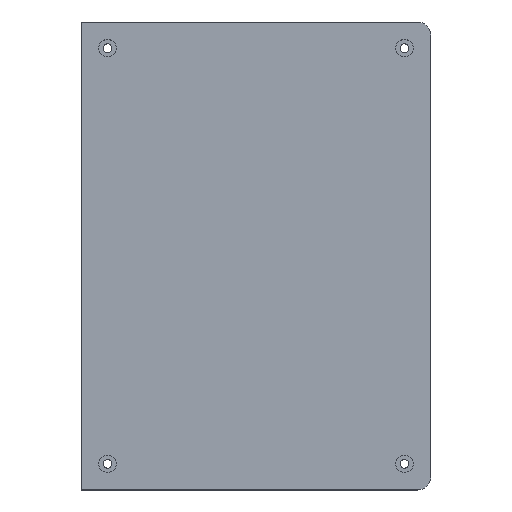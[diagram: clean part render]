
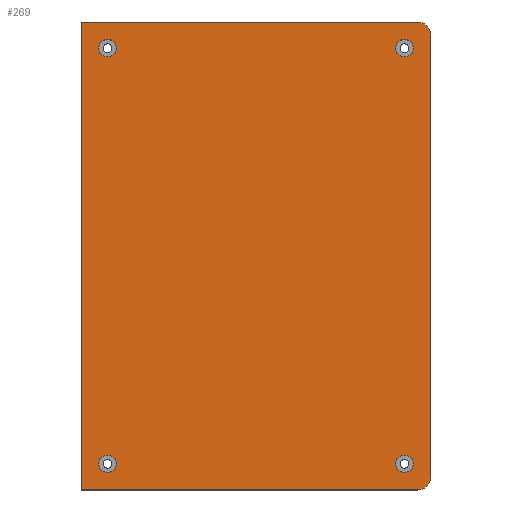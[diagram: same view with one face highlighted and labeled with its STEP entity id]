
A CAD part, top view. The second image highlights one B-rep face of the part: STEP entity #269.
In plain terms, the highlighted planar face has unit normal (0, 0, 1).
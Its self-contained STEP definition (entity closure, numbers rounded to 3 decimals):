
#11 = CARTESIAN_POINT ( 'NONE',  ( 40.45, 61.105, 14. ) ) ;
#22 = DIRECTION ( 'NONE',  ( 0., 0., 1. ) ) ;
#56 = CIRCLE ( 'NONE', #2625, 2. ) ;
#70 = ORIENTED_EDGE ( 'NONE', *, *, #680, .F. ) ;
#85 = DIRECTION ( 'NONE',  ( 0., 0., 1. ) ) ;
#110 = CIRCLE ( 'NONE', #2263, 2. ) ;
#158 = EDGE_LOOP ( 'NONE', ( #2455, #2893 ) ) ;
#179 = CIRCLE ( 'NONE', #3301, 2. ) ;
#186 = CARTESIAN_POINT ( 'NONE',  ( 112.45, 55.105, 14. ) ) ;
#187 = DIRECTION ( 'NONE',  ( 0., 0., 1. ) ) ;
#215 = EDGE_CURVE ( 'NONE', #1051, #333, #2211, .T. ) ;
#269 = ADVANCED_FACE ( 'NONE', ( #521, #3319, #1631, #1087, #2478 ), #3091, .T. ) ;
#322 = CARTESIAN_POINT ( 'NONE',  ( 44.45, -40.045, 14. ) ) ;
#326 = DIRECTION ( 'NONE',  ( 1., 0., 0. ) ) ;
#333 = VERTEX_POINT ( 'NONE', #1608 ) ;
#356 = CIRCLE ( 'NONE', #1626, 3. ) ;
#366 = CARTESIAN_POINT ( 'NONE',  ( 46.45, 55.105, 14. ) ) ;
#393 = ORIENTED_EDGE ( 'NONE', *, *, #839, .F. ) ;
#415 = AXIS2_PLACEMENT_3D ( 'NONE', #1066, #2438, #3638 ) ;
#426 = VERTEX_POINT ( 'NONE', #536 ) ;
#460 = DIRECTION ( 'NONE',  ( 1., 0., 0. ) ) ;
#465 = EDGE_CURVE ( 'NONE', #1148, #761, #356, .T. ) ;
#497 = LINE ( 'NONE', #2470, #2083 ) ;
#517 = CARTESIAN_POINT ( 'NONE',  ( 46.45, -40.045, 14. ) ) ;
#518 = EDGE_CURVE ( 'NONE', #3255, #3380, #2149, .T. ) ;
#521 = FACE_BOUND ( 'NONE', #3260, .T. ) ;
#536 = CARTESIAN_POINT ( 'NONE',  ( 112.45, -40.045, 14. ) ) ;
#548 = CIRCLE ( 'NONE', #1394, 2. ) ;
#558 = CARTESIAN_POINT ( 'NONE',  ( 117.45, 58.105, 14. ) ) ;
#639 = ORIENTED_EDGE ( 'NONE', *, *, #215, .F. ) ;
#680 = EDGE_CURVE ( 'NONE', #1112, #1138, #56, .T. ) ;
#724 = VERTEX_POINT ( 'NONE', #3050 ) ;
#761 = VERTEX_POINT ( 'NONE', #3159 ) ;
#815 = EDGE_CURVE ( 'NONE', #1053, #426, #548, .T. ) ;
#839 = EDGE_CURVE ( 'NONE', #333, #1051, #2275, .T. ) ;
#951 = DIRECTION ( 'NONE',  ( 0., 0., 1. ) ) ;
#996 = DIRECTION ( 'NONE',  ( 1., 0., 0. ) ) ;
#1001 = DIRECTION ( 'NONE',  ( 0., 0., 1. ) ) ;
#1038 = CARTESIAN_POINT ( 'NONE',  ( 120.45, 58.105, 14. ) ) ;
#1051 = VERTEX_POINT ( 'NONE', #322 ) ;
#1053 = VERTEX_POINT ( 'NONE', #1584 ) ;
#1066 = CARTESIAN_POINT ( 'NONE',  ( 33.45, 60.105, 14. ) ) ;
#1087 = FACE_BOUND ( 'NONE', #158, .T. ) ;
#1091 = EDGE_LOOP ( 'NONE', ( #3271, #1127 ) ) ;
#1112 = VERTEX_POINT ( 'NONE', #2428 ) ;
#1127 = ORIENTED_EDGE ( 'NONE', *, *, #2996, .F. ) ;
#1138 = VERTEX_POINT ( 'NONE', #186 ) ;
#1148 = VERTEX_POINT ( 'NONE', #1038 ) ;
#1238 = DIRECTION ( 'NONE',  ( 1., 0., 0. ) ) ;
#1250 = VECTOR ( 'NONE', #2003, 1000. ) ;
#1314 = EDGE_LOOP ( 'NONE', ( #3580, #3626, #1811, #2782, #3131, #2496 ) ) ;
#1389 = CARTESIAN_POINT ( 'NONE',  ( 46.45, 55.105, 14. ) ) ;
#1394 = AXIS2_PLACEMENT_3D ( 'NONE', #1408, #22, #2266 ) ;
#1408 = CARTESIAN_POINT ( 'NONE',  ( 114.45, -40.045, 14. ) ) ;
#1451 = CARTESIAN_POINT ( 'NONE',  ( 120.45, -43.045, 14. ) ) ;
#1457 = CARTESIAN_POINT ( 'NONE',  ( 114.45, 55.105, 14. ) ) ;
#1505 = CIRCLE ( 'NONE', #1745, 2. ) ;
#1510 = AXIS2_PLACEMENT_3D ( 'NONE', #3019, #2166, #460 ) ;
#1530 = EDGE_CURVE ( 'NONE', #3038, #1952, #2762, .T. ) ;
#1563 = CARTESIAN_POINT ( 'NONE',  ( 114.45, -40.045, 14. ) ) ;
#1584 = CARTESIAN_POINT ( 'NONE',  ( 116.45, -40.045, 14. ) ) ;
#1598 = CARTESIAN_POINT ( 'NONE',  ( 48.45, 55.105, 14. ) ) ;
#1605 = CARTESIAN_POINT ( 'NONE',  ( 114.45, 55.105, 14. ) ) ;
#1608 = CARTESIAN_POINT ( 'NONE',  ( 48.45, -40.045, 14. ) ) ;
#1617 = EDGE_CURVE ( 'NONE', #3276, #724, #1686, .T. ) ;
#1626 = AXIS2_PLACEMENT_3D ( 'NONE', #558, #1707, #2827 ) ;
#1631 = FACE_BOUND ( 'NONE', #1883, .T. ) ;
#1665 = DIRECTION ( 'NONE',  ( 1., 0., 0. ) ) ;
#1686 = LINE ( 'NONE', #11, #3073 ) ;
#1707 = DIRECTION ( 'NONE',  ( 0., 0., 1. ) ) ;
#1745 = AXIS2_PLACEMENT_3D ( 'NONE', #1457, #3494, #1751 ) ;
#1751 = DIRECTION ( 'NONE',  ( 1., 0., 0. ) ) ;
#1811 = ORIENTED_EDGE ( 'NONE', *, *, #3585, .T. ) ;
#1883 = EDGE_LOOP ( 'NONE', ( #393, #639 ) ) ;
#1952 = VERTEX_POINT ( 'NONE', #3144 ) ;
#2003 = DIRECTION ( 'NONE',  ( 0., 1., 0. ) ) ;
#2083 = VECTOR ( 'NONE', #996, 1000. ) ;
#2116 = ORIENTED_EDGE ( 'NONE', *, *, #3202, .F. ) ;
#2149 = CIRCLE ( 'NONE', #3118, 2. ) ;
#2158 = DIRECTION ( 'NONE',  ( 1., 0., 0. ) ) ;
#2166 = DIRECTION ( 'NONE',  ( 0., 0., 1. ) ) ;
#2192 = CARTESIAN_POINT ( 'NONE',  ( 117.45, 61.105, 14. ) ) ;
#2211 = CIRCLE ( 'NONE', #2686, 2. ) ;
#2230 = CARTESIAN_POINT ( 'NONE',  ( 117.45, -46.045, 14. ) ) ;
#2263 = AXIS2_PLACEMENT_3D ( 'NONE', #1563, #187, #3308 ) ;
#2266 = DIRECTION ( 'NONE',  ( 1., 0., 0. ) ) ;
#2275 = CIRCLE ( 'NONE', #2825, 2. ) ;
#2394 = LINE ( 'NONE', #2192, #3714 ) ;
#2428 = CARTESIAN_POINT ( 'NONE',  ( 116.45, 55.105, 14. ) ) ;
#2438 = DIRECTION ( 'NONE',  ( 0., 0., 1. ) ) ;
#2455 = ORIENTED_EDGE ( 'NONE', *, *, #2884, .F. ) ;
#2470 = CARTESIAN_POINT ( 'NONE',  ( 40.45, -46.045, 14. ) ) ;
#2478 = FACE_OUTER_BOUND ( 'NONE', #1314, .T. ) ;
#2496 = ORIENTED_EDGE ( 'NONE', *, *, #1617, .T. ) ;
#2534 = DIRECTION ( 'NONE',  ( 0., 0., 1. ) ) ;
#2598 = LINE ( 'NONE', #1451, #1250 ) ;
#2625 = AXIS2_PLACEMENT_3D ( 'NONE', #1605, #1001, #2158 ) ;
#2686 = AXIS2_PLACEMENT_3D ( 'NONE', #2995, #951, #3238 ) ;
#2762 = CIRCLE ( 'NONE', #1510, 3. ) ;
#2782 = ORIENTED_EDGE ( 'NONE', *, *, #465, .T. ) ;
#2825 = AXIS2_PLACEMENT_3D ( 'NONE', #517, #3122, #1665 ) ;
#2827 = DIRECTION ( 'NONE',  ( 1., 0., 0. ) ) ;
#2884 = EDGE_CURVE ( 'NONE', #3380, #3255, #179, .T. ) ;
#2893 = ORIENTED_EDGE ( 'NONE', *, *, #518, .F. ) ;
#2950 = CARTESIAN_POINT ( 'NONE',  ( 44.45, 55.105, 14. ) ) ;
#2976 = EDGE_CURVE ( 'NONE', #761, #3276, #2394, .T. ) ;
#2982 = CARTESIAN_POINT ( 'NONE',  ( 40.45, 61.105, 14. ) ) ;
#2995 = CARTESIAN_POINT ( 'NONE',  ( 46.45, -40.045, 14. ) ) ;
#2996 = EDGE_CURVE ( 'NONE', #426, #1053, #110, .T. ) ;
#3019 = CARTESIAN_POINT ( 'NONE',  ( 117.45, -43.045, 14. ) ) ;
#3022 = EDGE_CURVE ( 'NONE', #724, #3038, #497, .T. ) ;
#3038 = VERTEX_POINT ( 'NONE', #2230 ) ;
#3050 = CARTESIAN_POINT ( 'NONE',  ( 40.45, -46.045, 14. ) ) ;
#3073 = VECTOR ( 'NONE', #3147, 1000. ) ;
#3091 = PLANE ( 'NONE',  #415 ) ;
#3118 = AXIS2_PLACEMENT_3D ( 'NONE', #1389, #2534, #326 ) ;
#3122 = DIRECTION ( 'NONE',  ( 0., 0., 1. ) ) ;
#3131 = ORIENTED_EDGE ( 'NONE', *, *, #2976, .T. ) ;
#3144 = CARTESIAN_POINT ( 'NONE',  ( 120.45, -43.045, 14. ) ) ;
#3147 = DIRECTION ( 'NONE',  ( 0., -1., 0. ) ) ;
#3159 = CARTESIAN_POINT ( 'NONE',  ( 117.45, 61.105, 14. ) ) ;
#3202 = EDGE_CURVE ( 'NONE', #1138, #1112, #1505, .T. ) ;
#3238 = DIRECTION ( 'NONE',  ( 1., 0., 0. ) ) ;
#3255 = VERTEX_POINT ( 'NONE', #2950 ) ;
#3260 = EDGE_LOOP ( 'NONE', ( #70, #2116 ) ) ;
#3271 = ORIENTED_EDGE ( 'NONE', *, *, #815, .F. ) ;
#3276 = VERTEX_POINT ( 'NONE', #2982 ) ;
#3301 = AXIS2_PLACEMENT_3D ( 'NONE', #366, #85, #1238 ) ;
#3308 = DIRECTION ( 'NONE',  ( 1., 0., 0. ) ) ;
#3319 = FACE_BOUND ( 'NONE', #1091, .T. ) ;
#3380 = VERTEX_POINT ( 'NONE', #1598 ) ;
#3494 = DIRECTION ( 'NONE',  ( 0., 0., 1. ) ) ;
#3552 = DIRECTION ( 'NONE',  ( -1., 0., 0. ) ) ;
#3580 = ORIENTED_EDGE ( 'NONE', *, *, #3022, .T. ) ;
#3585 = EDGE_CURVE ( 'NONE', #1952, #1148, #2598, .T. ) ;
#3626 = ORIENTED_EDGE ( 'NONE', *, *, #1530, .T. ) ;
#3638 = DIRECTION ( 'NONE',  ( 1., 0., 0. ) ) ;
#3714 = VECTOR ( 'NONE', #3552, 1000. ) ;
